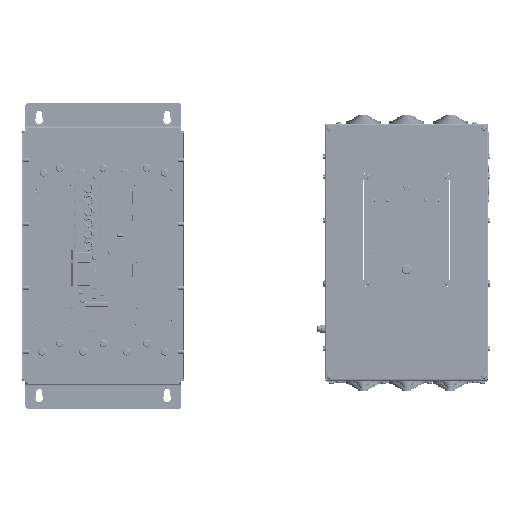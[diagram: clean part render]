
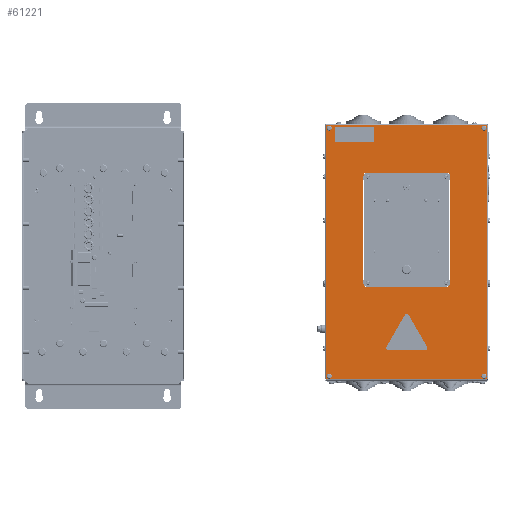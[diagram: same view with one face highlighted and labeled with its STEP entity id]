
A CAD part, top view. The second image highlights one B-rep face of the part: STEP entity #61221.
In plain terms, the highlighted planar face has unit normal (0, 0, 1).
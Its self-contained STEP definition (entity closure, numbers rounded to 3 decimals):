
#61221=ADVANCED_FACE('',(#109592,#109594,#109596,#109598,#109600,#109602),#109604,
.T.);
#109592=FACE_BOUND('',#109593,.T.);
#109593=EDGE_LOOP('',(#146181,#146182,#146183,#146184));
#109594=FACE_BOUND('',#109595,.T.);
#109595=EDGE_LOOP('',(#146185,#146186,#146187,#146188,#146189,#146190,#146191,#146192));
#109596=FACE_BOUND('',#109597,.T.);
#109597=EDGE_LOOP('',(#146193));
#109598=FACE_BOUND('',#109599,.T.);
#109599=EDGE_LOOP('',(#146194));
#109600=FACE_BOUND('',#109601,.T.);
#109601=EDGE_LOOP('',(#146195));
#109602=FACE_BOUND('',#109603,.T.);
#109603=EDGE_LOOP('',(#146196));
#109604=PLANE('',#109605);
#109605=AXIS2_PLACEMENT_3D('',#109606,#109607,#109608);
#109606=CARTESIAN_POINT('',(473.599,604.408,329.72));
#109607=DIRECTION('',(0.,0.,1.));
#109608=DIRECTION('',(1.,0.,0.));
#146181=ORIENTED_EDGE('',*,*,#183013,.T.);
#146182=ORIENTED_EDGE('',*,*,#183014,.T.);
#146183=ORIENTED_EDGE('',*,*,#183015,.T.);
#146184=ORIENTED_EDGE('',*,*,#183016,.T.);
#146185=ORIENTED_EDGE('',*,*,#182957,.T.);
#146186=ORIENTED_EDGE('',*,*,#182972,.T.);
#146187=ORIENTED_EDGE('',*,*,#182970,.T.);
#146188=ORIENTED_EDGE('',*,*,#182968,.T.);
#146189=ORIENTED_EDGE('',*,*,#182966,.T.);
#146190=ORIENTED_EDGE('',*,*,#182964,.T.);
#146191=ORIENTED_EDGE('',*,*,#182962,.T.);
#146192=ORIENTED_EDGE('',*,*,#182960,.T.);
#146193=ORIENTED_EDGE('',*,*,#182956,.T.);
#146194=ORIENTED_EDGE('',*,*,#182955,.T.);
#146195=ORIENTED_EDGE('',*,*,#182954,.T.);
#146196=ORIENTED_EDGE('',*,*,#182953,.T.);
#182953=EDGE_CURVE('',#220413,#220413,#220414,.F.);
#182954=EDGE_CURVE('',#220415,#220415,#220416,.F.);
#182955=EDGE_CURVE('',#220417,#220417,#220418,.F.);
#182956=EDGE_CURVE('',#220419,#220419,#220420,.F.);
#182957=EDGE_CURVE('',#220421,#220422,#220423,.F.);
#182960=EDGE_CURVE('',#220426,#220421,#220427,.F.);
#182962=EDGE_CURVE('',#220429,#220426,#220430,.F.);
#182964=EDGE_CURVE('',#220432,#220429,#220433,.F.);
#182966=EDGE_CURVE('',#220435,#220432,#220436,.F.);
#182968=EDGE_CURVE('',#220438,#220435,#220439,.F.);
#182970=EDGE_CURVE('',#220441,#220438,#220442,.F.);
#182972=EDGE_CURVE('',#220422,#220441,#220444,.F.);
#183013=EDGE_CURVE('',#220454,#220460,#220513,.T.);
#183014=EDGE_CURVE('',#220460,#220490,#220514,.T.);
#183015=EDGE_CURVE('',#220490,#220476,#220515,.T.);
#183016=EDGE_CURVE('',#220476,#220454,#220516,.T.);
#220413=VERTEX_POINT('',#309396);
#220414=CIRCLE('',#309397,2.5);
#220415=VERTEX_POINT('',#309401);
#220416=CIRCLE('',#309402,2.5);
#220417=VERTEX_POINT('',#309406);
#220418=CIRCLE('',#309407,2.5);
#220419=VERTEX_POINT('',#309411);
#220420=CIRCLE('',#309412,2.5);
#220421=VERTEX_POINT('',#309416);
#220422=VERTEX_POINT('',#309417);
#220423=CIRCLE('',#309418,5.);
#220426=VERTEX_POINT('',#309428);
#220427=LINE('',#309429,#309430);
#220429=VERTEX_POINT('',#309435);
#220430=CIRCLE('',#309436,5.);
#220432=VERTEX_POINT('',#309443);
#220433=LINE('',#309444,#309445);
#220435=VERTEX_POINT('',#309450);
#220436=CIRCLE('',#309451,5.);
#220438=VERTEX_POINT('',#309458);
#220439=LINE('',#309459,#309460);
#220441=VERTEX_POINT('',#309465);
#220442=CIRCLE('',#309466,5.);
#220444=LINE('',#309473,#309474);
#220454=VERTEX_POINT('',#309495);
#220460=VERTEX_POINT('',#309508);
#220476=VERTEX_POINT('',#309546);
#220490=VERTEX_POINT('',#309577);
#220513=LINE('',#309632,#309633);
#220514=LINE('',#309635,#309636);
#220515=LINE('',#309638,#309639);
#220516=LINE('',#309641,#309642);
#309396=CARTESIAN_POINT('',(725.099,209.408,329.72));
#309397=AXIS2_PLACEMENT_3D('',#309398,#309399,#309400);
#309398=CARTESIAN_POINT('',(722.599,209.408,329.72));
#309399=DIRECTION('',(0.,0.,1.));
#309400=DIRECTION('',(1.,0.,0.));
#309401=CARTESIAN_POINT('',(725.099,597.408,329.72));
#309402=AXIS2_PLACEMENT_3D('',#309403,#309404,#309405);
#309403=CARTESIAN_POINT('',(722.599,597.408,329.72));
#309404=DIRECTION('',(0.,0.,1.));
#309405=DIRECTION('',(1.,0.,0.));
#309406=CARTESIAN_POINT('',(483.099,209.408,329.72));
#309407=AXIS2_PLACEMENT_3D('',#309408,#309409,#309410);
#309408=CARTESIAN_POINT('',(480.599,209.408,329.72));
#309409=DIRECTION('',(0.,0.,1.));
#309410=DIRECTION('',(1.,0.,0.));
#309411=CARTESIAN_POINT('',(478.099,597.408,329.72));
#309412=AXIS2_PLACEMENT_3D('',#309413,#309414,#309415);
#309413=CARTESIAN_POINT('',(480.599,597.408,329.72));
#309414=DIRECTION('',(0.,0.,1.));
#309415=DIRECTION('',(-1.,0.,0.));
#309416=CARTESIAN_POINT('',(669.099,353.908,329.72));
#309417=CARTESIAN_POINT('',(664.099,348.908,329.72));
#309418=AXIS2_PLACEMENT_3D('',#309419,#309420,#309421);
#309419=CARTESIAN_POINT('',(664.099,353.908,329.72));
#309420=DIRECTION('',(0.,0.,1.));
#309421=DIRECTION('',(0.,-1.,0.));
#309428=CARTESIAN_POINT('',(669.099,522.908,329.72));
#309429=CARTESIAN_POINT('',(669.099,353.908,329.72));
#309430=VECTOR('',#309431,1.);
#309431=DIRECTION('',(0.,1.,0.));
#309435=CARTESIAN_POINT('',(664.099,527.908,329.72));
#309436=AXIS2_PLACEMENT_3D('',#309437,#309438,#309439);
#309437=CARTESIAN_POINT('',(664.099,522.908,329.72));
#309438=DIRECTION('',(0.,0.,1.));
#309439=DIRECTION('',(1.,0.,0.));
#309443=CARTESIAN_POINT('',(539.099,527.908,329.72));
#309444=CARTESIAN_POINT('',(664.099,527.908,329.72));
#309445=VECTOR('',#309446,1.);
#309446=DIRECTION('',(-1.,0.,0.));
#309450=CARTESIAN_POINT('',(534.099,522.908,329.72));
#309451=AXIS2_PLACEMENT_3D('',#309452,#309453,#309454);
#309452=CARTESIAN_POINT('',(539.099,522.908,329.72));
#309453=DIRECTION('',(0.,0.,1.));
#309454=DIRECTION('',(0.,1.,0.));
#309458=CARTESIAN_POINT('',(534.099,353.908,329.72));
#309459=CARTESIAN_POINT('',(534.099,522.908,329.72));
#309460=VECTOR('',#309461,1.);
#309461=DIRECTION('',(0.,-1.,0.));
#309465=CARTESIAN_POINT('',(539.099,348.908,329.72));
#309466=AXIS2_PLACEMENT_3D('',#309467,#309468,#309469);
#309467=CARTESIAN_POINT('',(539.099,353.908,329.72));
#309468=DIRECTION('',(0.,0.,1.));
#309469=DIRECTION('',(-1.,0.,0.));
#309473=CARTESIAN_POINT('',(539.099,348.908,329.72));
#309474=VECTOR('',#309475,1.);
#309475=DIRECTION('',(1.,0.,0.));
#309495=CARTESIAN_POINT('',(727.299,204.708,329.72));
#309508=CARTESIAN_POINT('',(727.299,602.108,329.72));
#309546=CARTESIAN_POINT('',(475.899,204.708,329.72));
#309577=CARTESIAN_POINT('',(475.899,602.108,329.72));
#309632=CARTESIAN_POINT('',(727.299,204.708,329.72));
#309633=VECTOR('',#309634,1.);
#309634=DIRECTION('',(0.,1.,0.));
#309635=CARTESIAN_POINT('',(727.299,602.108,329.72));
#309636=VECTOR('',#309637,1.);
#309637=DIRECTION('',(-1.,0.,0.));
#309638=CARTESIAN_POINT('',(475.899,602.108,329.72));
#309639=VECTOR('',#309640,1.);
#309640=DIRECTION('',(0.,-1.,0.));
#309641=CARTESIAN_POINT('',(475.899,204.708,329.72));
#309642=VECTOR('',#309643,1.);
#309643=DIRECTION('',(1.,0.,0.));
